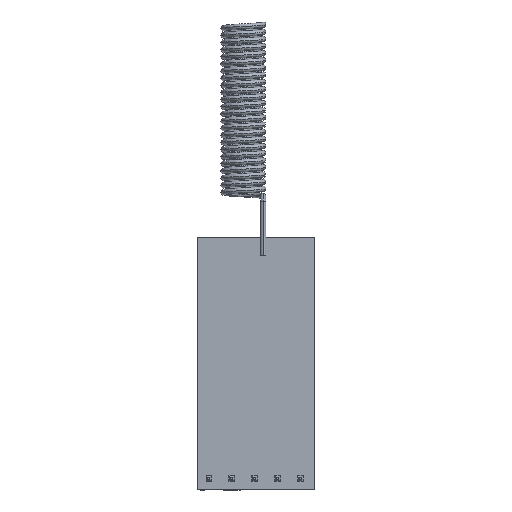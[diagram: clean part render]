
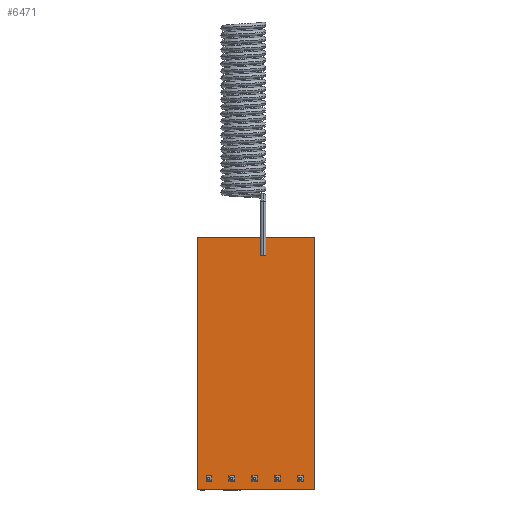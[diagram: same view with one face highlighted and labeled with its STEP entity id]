
A CAD part, top view. The second image highlights one B-rep face of the part: STEP entity #6471.
In plain terms, the highlighted planar face has unit normal (0, 0, 1).
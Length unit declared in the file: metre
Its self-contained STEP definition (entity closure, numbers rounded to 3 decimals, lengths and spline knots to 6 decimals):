
#15 = ORIENTED_EDGE ( 'NONE', *, *, #12420, .T. ) ;
#1709 = DIRECTION ( 'NONE',  ( 0., 1., 0. ) ) ;
#1715 = CARTESIAN_POINT ( 'NONE',  ( -0.014, 0.006, 0.001 ) ) ;
#2018 = VECTOR ( 'NONE', #12809, 1. ) ;
#2082 = EDGE_CURVE ( 'NONE', #3301, #12444, #2839, .T. ) ;
#2839 = LINE ( 'NONE', #1715, #6729 ) ;
#3174 = CARTESIAN_POINT ( 'NONE',  ( 0.014, 0.006, 0.001 ) ) ;
#3292 = EDGE_CURVE ( 'NONE', #5073, #3301, #13328, .T. ) ;
#3301 = VERTEX_POINT ( 'NONE', #4638 ) ;
#4024 = FACE_OUTER_BOUND ( 'NONE', #4850, .T. ) ;
#4158 = PLANE ( 'NONE',  #4397 ) ;
#4397 = AXIS2_PLACEMENT_3D ( 'NONE', #6247, #7300, #8418 ) ;
#4638 = CARTESIAN_POINT ( 'NONE',  ( -0.014, 0.006, 0.001 ) ) ;
#4762 = ORIENTED_EDGE ( 'NONE', *, *, #2082, .T. ) ;
#4850 = EDGE_LOOP ( 'NONE', ( #4762, #15, #7732, #8878 ) ) ;
#5073 = VERTEX_POINT ( 'NONE', #3174 ) ;
#6247 = CARTESIAN_POINT ( 'NONE',  ( 0., 0., 0.001 ) ) ;
#6353 = LINE ( 'NONE', #9062, #11359 ) ;
#6471 = ADVANCED_FACE ( 'NONE', ( #4024 ), #4158, .T. ) ;
#6729 = VECTOR ( 'NONE', #7669, 1. ) ;
#7300 = DIRECTION ( 'NONE',  ( 0., 0., 1. ) ) ;
#7669 = DIRECTION ( 'NONE',  ( 0., -1., 0. ) ) ;
#7732 = ORIENTED_EDGE ( 'NONE', *, *, #10566, .T. ) ;
#8418 = DIRECTION ( 'NONE',  ( 1., 0., 0. ) ) ;
#8852 = DIRECTION ( 'NONE',  ( 1., 0., 0. ) ) ;
#8878 = ORIENTED_EDGE ( 'NONE', *, *, #3292, .T. ) ;
#9062 = CARTESIAN_POINT ( 'NONE',  ( 0.014, 0.006, 0.001 ) ) ;
#9497 = VERTEX_POINT ( 'NONE', #12844 ) ;
#9975 = CARTESIAN_POINT ( 'NONE',  ( -0.014, -0.007, 0.001 ) ) ;
#10566 = EDGE_CURVE ( 'NONE', #9497, #5073, #6353, .T. ) ;
#10870 = CARTESIAN_POINT ( 'NONE',  ( -0.014, 0.006, 0.001 ) ) ;
#11023 = LINE ( 'NONE', #12006, #11996 ) ;
#11359 = VECTOR ( 'NONE', #1709, 1. ) ;
#11996 = VECTOR ( 'NONE', #8852, 1. ) ;
#12006 = CARTESIAN_POINT ( 'NONE',  ( -0.014, -0.007, 0.001 ) ) ;
#12420 = EDGE_CURVE ( 'NONE', #12444, #9497, #11023, .T. ) ;
#12444 = VERTEX_POINT ( 'NONE', #9975 ) ;
#12809 = DIRECTION ( 'NONE',  ( -1., 0., 0. ) ) ;
#12844 = CARTESIAN_POINT ( 'NONE',  ( 0.014, -0.007, 0.001 ) ) ;
#13328 = LINE ( 'NONE', #10870, #2018 ) ;
